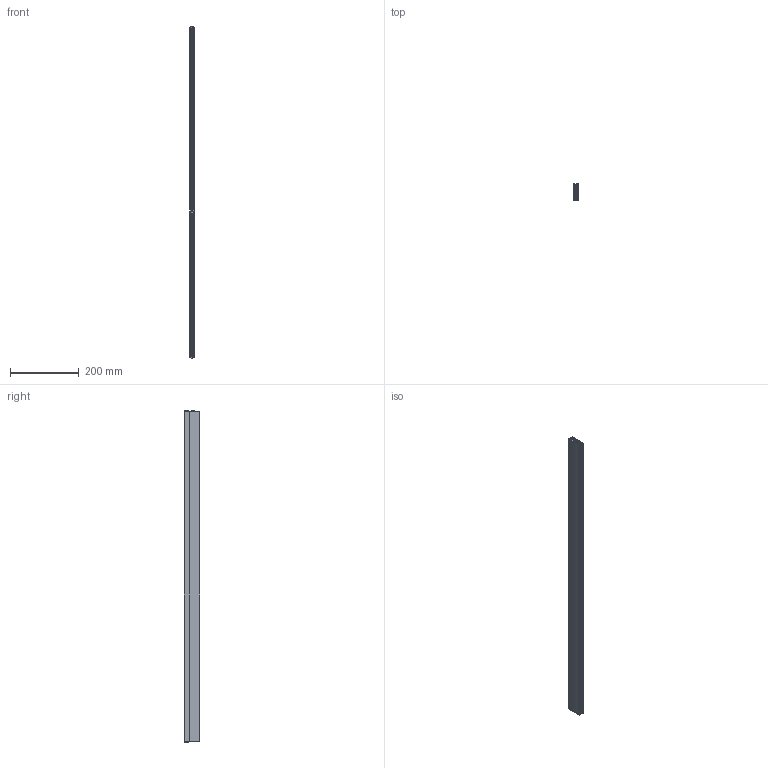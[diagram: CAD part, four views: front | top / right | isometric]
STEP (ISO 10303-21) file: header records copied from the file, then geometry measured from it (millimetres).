
FILE_DESCRIPTION (( 'STEP AP203' ), '1' );
FILE_NAME ('KG F10 schmal mit Abschlusskappen 959.STEP', '2025-07-22T10:53:41', ( '' ), ( '' ), 'SwSTEP 2.0', 'SolidWorks 2023', '' );
FILE_SCHEMA (( 'CONFIG_CONTROL_DESIGN' ));
Length unit declared in the file: millimetre
Products named in the file (8): Aussengehäuse_WA_959; Innengeometrie_WA_959; Abschlusskappe KG-F10; Abschlusskappe KG-F10 Auslöseseite; Betätigungsteil_WA; Schutzprofil KG-F10 mit Schraubkanal 959_1000; KG F10 schmal mit Abschlusskappen 959; M2.9x13
Assembly tree (8 placements, depth 2):
  KG F10 schmal mit Abschlusskappen 959
    Aussengehäuse_WA_959
    Betätigungsteil_WA
    Innengeometrie_WA_959
    Schutzprofil KG-F10 mit Schraubkanal 959_1000
    Abschlusskappe KG-F10
    M2.9x13  x2
    Abschlusskappe KG-F10 Auslöseseite
Bounding box: 14.1 x 46.07 x 966.25 mm (x, y, z)
Volume: 279233.4 mm3; surface area: 445890 mm2
Topology: 25 solids, 25 shells, 1341 faces, 3719 edges, 2464 vertices
Faces by surface type: plane 736, bspline 456, cylinder 115, cone 28, torus 6
Entity records: 57460 total; most frequent: CARTESIAN_POINT 26089, ORIENTED_EDGE 7242, DIRECTION 4585, EDGE_CURVE 3621, VECTOR 2455, LINE 2455, VERTEX_POINT 2408, EDGE_LOOP 1431
